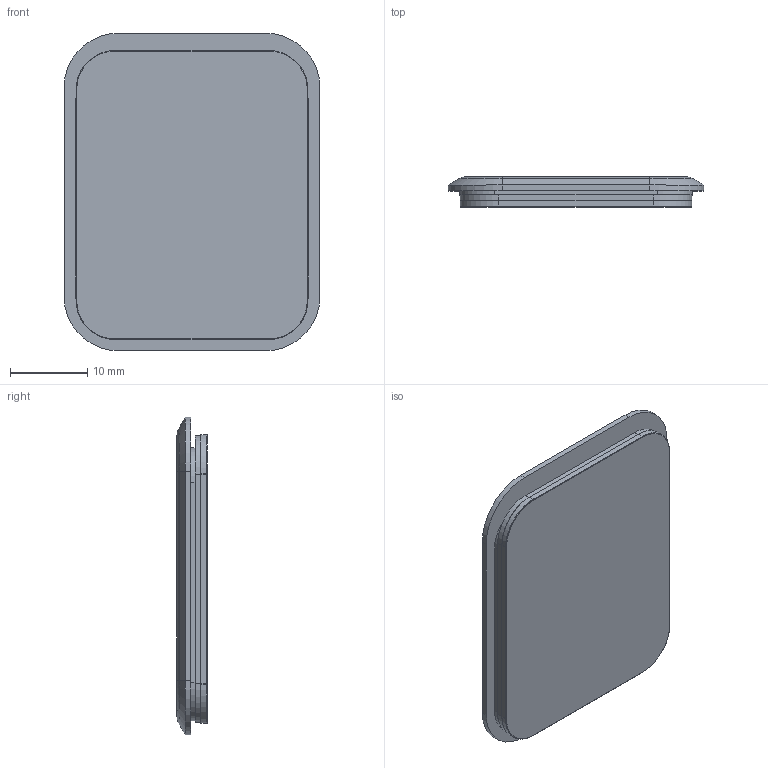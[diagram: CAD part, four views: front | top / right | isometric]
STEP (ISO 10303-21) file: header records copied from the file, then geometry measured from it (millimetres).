
FILE_DESCRIPTION (( 'STEP AP214' ), '1' );
FILE_NAME ('1.69揖類そ.STEP', '2022-08-17T14:25:58', ( '' ), ( '' ), 'SwSTEP 2.0', 'SolidWorks 2020', '' );
FILE_SCHEMA (( 'AUTOMOTIVE_DESIGN' ));
Length unit declared in the file: millimetre
Products named in the file (1): 1.69揖類そ
Bounding box: 33.13 x 3.91 x 41.13 mm (x, y, z)
Volume: 4522.7 mm3; surface area: 11823.8 mm2
Topology: 5 solids, 5 shells, 109 faces, 266 edges, 168 vertices
Faces by surface type: plane 45, cylinder 32, cone 20, torus 12
Entity records: 4445 total; most frequent: CARTESIAN_POINT 636, DIRECTION 580, ORIENTED_EDGE 532, EDGE_CURVE 266, AXIS2_PLACEMENT_3D 222, VERTEX_POINT 168, LINE 136, VECTOR 136
